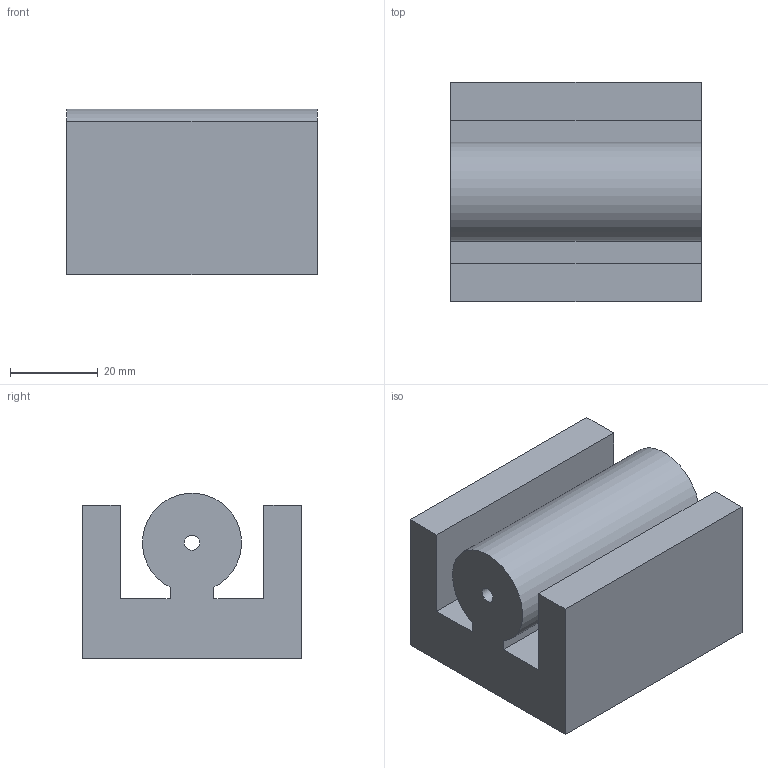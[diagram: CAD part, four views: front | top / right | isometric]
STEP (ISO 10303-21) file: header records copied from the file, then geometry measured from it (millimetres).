
FILE_DESCRIPTION(/* description */ (''),/* implementation_level */ '2;1');
FILE_NAME(/* name */ 'LG Drain Pump Motor Housing.step',/* time_stamp */ '2025-05-05T18:12:14-05:00',/* author */ (''),/* organization */ (''),/* preprocessor_version */ 'ST-DEVELOPER v20.1',/* originating_system */ 'Autodesk Translation Framework v14.4.0.0',/* authorisation */ '');
FILE_SCHEMA (('AUTOMOTIVE_DESIGN { 1 0 10303 214 3 1 1 }'));
Length unit declared in the file: millimetre
Products named in the file (2): (Unsaved); Motor Housing
Assembly tree (1 placements, depth 2):
  (Unsaved)
    Motor Housing
Bounding box: 57 x 50 x 37.66 mm (x, y, z)
Volume: 68160.4 mm3; surface area: 22018.8 mm2
Topology: 1 solids, 1 shells, 205 faces, 592 edges, 392 vertices
Faces by surface type: cylinder 173, plane 20, bspline 8, cone 4
Full cylindrical faces by diameter (mm): 2.529 x40, 3.086 x20, 3.5 x1, 4.8 x1, 8 x1, 19.7 x1
Entity records: 16330 total; most frequent: CARTESIAN_POINT 11604, ORIENTED_EDGE 1176, DIRECTION 670, EDGE_CURVE 588, VERTEX_POINT 392, B_SPLINE_CURVE_WITH_KNOTS 352, AXIS2_PLACEMENT_3D 234, EDGE_LOOP 214
